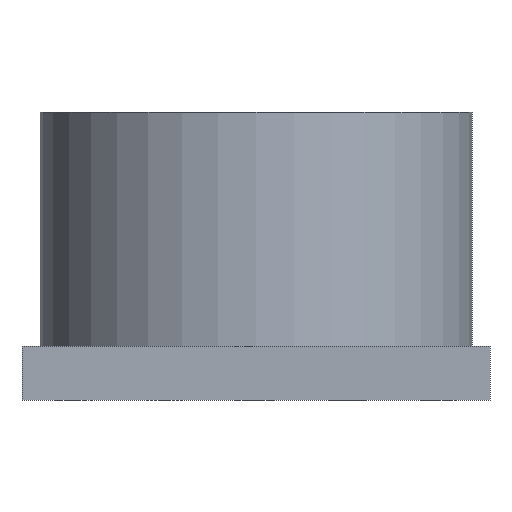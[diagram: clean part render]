
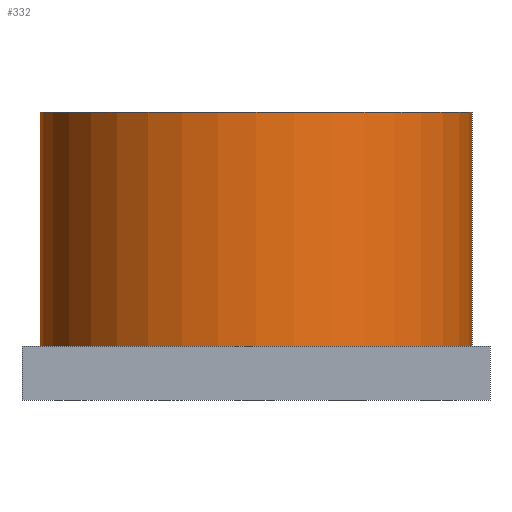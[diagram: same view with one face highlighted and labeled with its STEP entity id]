
A CAD part, front view. The second image highlights one B-rep face of the part: STEP entity #332.
In plain terms, the highlighted cylindrical face has radius 6 mm (diameter 12 mm), a partial arc.
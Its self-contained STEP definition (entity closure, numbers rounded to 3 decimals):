
#24=CIRCLE('',#364,6.);
#25=CIRCLE('',#365,6.);
#36=CYLINDRICAL_SURFACE('',#363,6.);
#45=FACE_OUTER_BOUND('',#62,.T.);
#62=EDGE_LOOP('',(#233,#234,#235,#236));
#87=LINE('',#486,#118);
#96=LINE('',#504,#127);
#118=VECTOR('',#394,10.);
#127=VECTOR('',#407,10.);
#148=VERTEX_POINT('',#482);
#150=VERTEX_POINT('',#485);
#156=VERTEX_POINT('',#501);
#157=VERTEX_POINT('',#503);
#177=EDGE_CURVE('',#148,#150,#87,.T.);
#186=EDGE_CURVE('',#157,#156,#96,.T.);
#188=EDGE_CURVE('',#157,#148,#24,.T.);
#189=EDGE_CURVE('',#150,#156,#25,.T.);
#233=ORIENTED_EDGE('',*,*,#188,.F.);
#234=ORIENTED_EDGE('',*,*,#186,.T.);
#235=ORIENTED_EDGE('',*,*,#189,.F.);
#236=ORIENTED_EDGE('',*,*,#177,.F.);
#332=ADVANCED_FACE('',(#45),#36,.T.);
#363=AXIS2_PLACEMENT_3D('',#506,#409,#410);
#364=AXIS2_PLACEMENT_3D('',#507,#411,#412);
#365=AXIS2_PLACEMENT_3D('',#508,#413,#414);
#394=DIRECTION('',(0.,0.,1.));
#407=DIRECTION('',(0.,0.,1.));
#409=DIRECTION('center_axis',(0.,0.,1.));
#410=DIRECTION('ref_axis',(0.,-1.,0.));
#411=DIRECTION('center_axis',(0.,0.,-1.));
#412=DIRECTION('ref_axis',(-1.,0.,0.));
#413=DIRECTION('center_axis',(0.,0.,1.));
#414=DIRECTION('ref_axis',(-1.,0.,0.));
#482=CARTESIAN_POINT('',(-3.,6.946,1.5));
#485=CARTESIAN_POINT('',(-3.,6.946,8.));
#486=CARTESIAN_POINT('',(-3.,6.946,1.5));
#501=CARTESIAN_POINT('',(3.,6.946,8.));
#503=CARTESIAN_POINT('',(3.,6.946,1.5));
#504=CARTESIAN_POINT('',(3.,6.946,1.5));
#506=CARTESIAN_POINT('Origin',(0.,1.75,1.5));
#507=CARTESIAN_POINT('Origin',(0.,1.75,1.5));
#508=CARTESIAN_POINT('Origin',(0.,1.75,8.));
